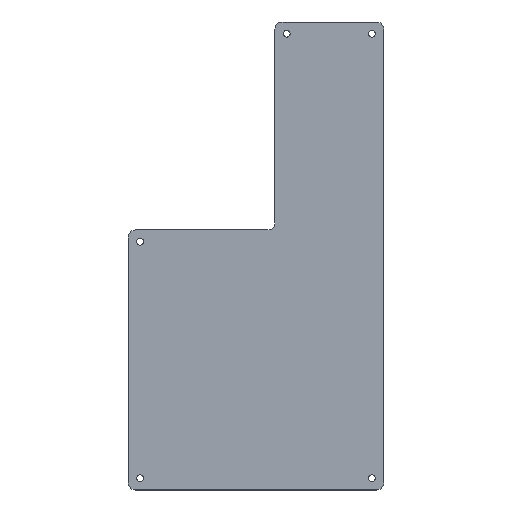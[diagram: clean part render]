
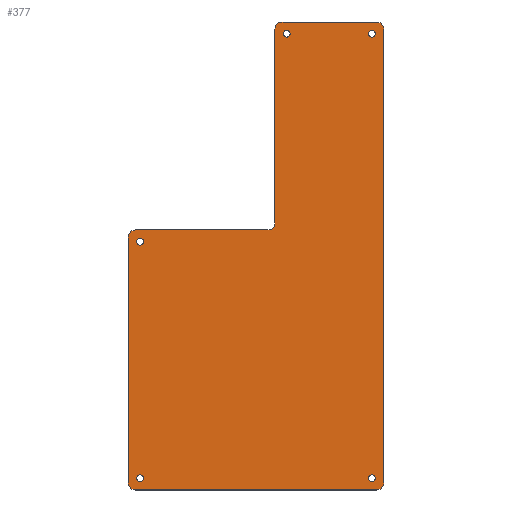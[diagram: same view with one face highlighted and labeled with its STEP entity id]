
A CAD part, top view. The second image highlights one B-rep face of the part: STEP entity #377.
In plain terms, the highlighted planar face has unit normal (0, 0, 1).
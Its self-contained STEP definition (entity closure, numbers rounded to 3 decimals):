
#20=FACE_BOUND('',#76,.T.);
#21=FACE_BOUND('',#77,.T.);
#22=FACE_BOUND('',#78,.T.);
#23=FACE_BOUND('',#79,.T.);
#24=FACE_BOUND('',#80,.T.);
#32=PLANE('',#441);
#51=FACE_OUTER_BOUND('',#75,.T.);
#75=EDGE_LOOP('',(#331,#332,#333,#334,#335,#336,#337,#338,#339,#340,#341,
#342));
#76=EDGE_LOOP('',(#343));
#77=EDGE_LOOP('',(#344));
#78=EDGE_LOOP('',(#345));
#79=EDGE_LOOP('',(#346));
#80=EDGE_LOOP('',(#347));
#90=LINE('',#600,#119);
#98=LINE('',#628,#127);
#101=LINE('',#636,#130);
#104=LINE('',#644,#133);
#107=LINE('',#652,#136);
#109=LINE('',#658,#138);
#119=VECTOR('',#491,10.);
#127=VECTOR('',#517,10.);
#130=VECTOR('',#526,10.);
#133=VECTOR('',#535,10.);
#136=VECTOR('',#544,10.);
#138=VECTOR('',#552,10.);
#139=CIRCLE('',#402,1.45);
#141=CIRCLE('',#405,1.45);
#143=CIRCLE('',#408,1.45);
#145=CIRCLE('',#411,1.45);
#147=CIRCLE('',#414,1.45);
#149=CIRCLE('',#417,3.);
#156=CIRCLE('',#427,3.);
#157=CIRCLE('',#430,3.);
#158=CIRCLE('',#433,3.);
#159=CIRCLE('',#436,3.);
#160=CIRCLE('',#439,3.);
#161=VERTEX_POINT('',#557);
#163=VERTEX_POINT('',#563);
#165=VERTEX_POINT('',#569);
#167=VERTEX_POINT('',#575);
#169=VERTEX_POINT('',#581);
#171=VERTEX_POINT('',#587);
#172=VERTEX_POINT('',#588);
#176=VERTEX_POINT('',#598);
#186=VERTEX_POINT('',#622);
#187=VERTEX_POINT('',#626);
#188=VERTEX_POINT('',#630);
#189=VERTEX_POINT('',#634);
#190=VERTEX_POINT('',#638);
#191=VERTEX_POINT('',#642);
#192=VERTEX_POINT('',#646);
#193=VERTEX_POINT('',#650);
#194=VERTEX_POINT('',#654);
#195=EDGE_CURVE('',#161,#161,#139,.T.);
#198=EDGE_CURVE('',#163,#163,#141,.T.);
#201=EDGE_CURVE('',#165,#165,#143,.T.);
#204=EDGE_CURVE('',#167,#167,#145,.T.);
#207=EDGE_CURVE('',#169,#169,#147,.T.);
#210=EDGE_CURVE('',#171,#172,#149,.T.);
#216=EDGE_CURVE('',#171,#176,#90,.T.);
#227=EDGE_CURVE('',#186,#176,#156,.T.);
#230=EDGE_CURVE('',#186,#187,#98,.T.);
#231=EDGE_CURVE('',#188,#187,#157,.T.);
#234=EDGE_CURVE('',#188,#189,#101,.T.);
#235=EDGE_CURVE('',#190,#189,#158,.T.);
#238=EDGE_CURVE('',#190,#191,#104,.T.);
#240=EDGE_CURVE('',#192,#191,#159,.T.);
#242=EDGE_CURVE('',#192,#193,#107,.T.);
#243=EDGE_CURVE('',#194,#193,#160,.T.);
#245=EDGE_CURVE('',#194,#172,#109,.T.);
#331=ORIENTED_EDGE('',*,*,#210,.F.);
#332=ORIENTED_EDGE('',*,*,#216,.T.);
#333=ORIENTED_EDGE('',*,*,#227,.F.);
#334=ORIENTED_EDGE('',*,*,#230,.T.);
#335=ORIENTED_EDGE('',*,*,#231,.F.);
#336=ORIENTED_EDGE('',*,*,#234,.T.);
#337=ORIENTED_EDGE('',*,*,#235,.F.);
#338=ORIENTED_EDGE('',*,*,#238,.T.);
#339=ORIENTED_EDGE('',*,*,#240,.F.);
#340=ORIENTED_EDGE('',*,*,#242,.T.);
#341=ORIENTED_EDGE('',*,*,#243,.F.);
#342=ORIENTED_EDGE('',*,*,#245,.T.);
#343=ORIENTED_EDGE('',*,*,#195,.T.);
#344=ORIENTED_EDGE('',*,*,#198,.T.);
#345=ORIENTED_EDGE('',*,*,#201,.T.);
#346=ORIENTED_EDGE('',*,*,#204,.T.);
#347=ORIENTED_EDGE('',*,*,#207,.T.);
#377=ADVANCED_FACE('',(#51,#20,#21,#22,#23,#24),#32,.T.);
#402=AXIS2_PLACEMENT_3D('',#558,#446,#447);
#405=AXIS2_PLACEMENT_3D('',#564,#453,#454);
#408=AXIS2_PLACEMENT_3D('',#570,#460,#461);
#411=AXIS2_PLACEMENT_3D('',#576,#467,#468);
#414=AXIS2_PLACEMENT_3D('',#582,#474,#475);
#417=AXIS2_PLACEMENT_3D('',#589,#481,#482);
#427=AXIS2_PLACEMENT_3D('',#623,#511,#512);
#430=AXIS2_PLACEMENT_3D('',#631,#520,#521);
#433=AXIS2_PLACEMENT_3D('',#639,#529,#530);
#436=AXIS2_PLACEMENT_3D('',#648,#539,#540);
#439=AXIS2_PLACEMENT_3D('',#655,#547,#548);
#441=AXIS2_PLACEMENT_3D('',#659,#553,#554);
#446=DIRECTION('center_axis',(0.,0.,-1.));
#447=DIRECTION('ref_axis',(1.,0.,0.));
#453=DIRECTION('center_axis',(0.,0.,-1.));
#454=DIRECTION('ref_axis',(1.,0.,0.));
#460=DIRECTION('center_axis',(0.,0.,-1.));
#461=DIRECTION('ref_axis',(1.,0.,0.));
#467=DIRECTION('center_axis',(0.,0.,-1.));
#468=DIRECTION('ref_axis',(1.,0.,0.));
#474=DIRECTION('center_axis',(0.,0.,-1.));
#475=DIRECTION('ref_axis',(1.,0.,0.));
#481=DIRECTION('center_axis',(0.,0.,-1.));
#482=DIRECTION('ref_axis',(-0.707,-0.707,0.));
#491=DIRECTION('',(1.,0.,0.));
#511=DIRECTION('center_axis',(0.,0.,-1.));
#512=DIRECTION('ref_axis',(0.707,-0.707,0.));
#517=DIRECTION('',(0.,1.,0.));
#520=DIRECTION('center_axis',(0.,0.,-1.));
#521=DIRECTION('ref_axis',(0.707,0.707,0.));
#526=DIRECTION('',(-1.,0.,0.));
#529=DIRECTION('center_axis',(0.,0.,-1.));
#530=DIRECTION('ref_axis',(-0.707,0.707,0.));
#535=DIRECTION('',(0.,-1.,0.));
#539=DIRECTION('center_axis',(0.,0.,1.));
#540=DIRECTION('ref_axis',(0.707,-0.707,0.));
#544=DIRECTION('',(-1.,0.,0.));
#547=DIRECTION('center_axis',(0.,0.,-1.));
#548=DIRECTION('ref_axis',(-0.707,0.707,0.));
#552=DIRECTION('',(0.,-1.,0.));
#553=DIRECTION('center_axis',(0.,0.,1.));
#554=DIRECTION('ref_axis',(1.,0.,0.));
#557=CARTESIAN_POINT('',(130.284,134.,1.5));
#558=CARTESIAN_POINT('Origin',(131.734,134.,1.5));
#563=CARTESIAN_POINT('',(31.21,-56.,1.5));
#564=CARTESIAN_POINT('Origin',(32.66,-56.,1.5));
#569=CARTESIAN_POINT('',(31.21,45.12,1.5));
#570=CARTESIAN_POINT('Origin',(32.66,45.12,1.5));
#575=CARTESIAN_POINT('',(130.284,-56.,1.5));
#576=CARTESIAN_POINT('Origin',(131.734,-56.,1.5));
#581=CARTESIAN_POINT('',(93.858,134.,1.5));
#582=CARTESIAN_POINT('Origin',(95.308,134.,1.5));
#587=CARTESIAN_POINT('',(30.66,-61.,1.5));
#588=CARTESIAN_POINT('',(27.66,-58.,1.5));
#589=CARTESIAN_POINT('Origin',(30.66,-58.,1.5));
#598=CARTESIAN_POINT('',(133.734,-61.,1.5));
#600=CARTESIAN_POINT('',(27.66,-61.,1.5));
#622=CARTESIAN_POINT('',(136.734,-58.,1.5));
#623=CARTESIAN_POINT('Origin',(133.734,-58.,1.5));
#626=CARTESIAN_POINT('',(136.734,136.,1.5));
#628=CARTESIAN_POINT('',(136.734,-61.,1.5));
#630=CARTESIAN_POINT('',(133.734,139.,1.5));
#631=CARTESIAN_POINT('Origin',(133.734,136.,1.5));
#634=CARTESIAN_POINT('',(93.308,139.,1.5));
#636=CARTESIAN_POINT('',(136.734,139.,1.5));
#638=CARTESIAN_POINT('',(90.308,136.,1.5));
#639=CARTESIAN_POINT('Origin',(93.308,136.,1.5));
#642=CARTESIAN_POINT('',(90.308,53.12,1.5));
#644=CARTESIAN_POINT('',(90.308,139.,1.5));
#646=CARTESIAN_POINT('',(87.308,50.12,1.5));
#648=CARTESIAN_POINT('Origin',(87.308,53.12,1.5));
#650=CARTESIAN_POINT('',(30.66,50.12,1.5));
#652=CARTESIAN_POINT('',(90.308,50.12,1.5));
#654=CARTESIAN_POINT('',(27.66,47.12,1.5));
#655=CARTESIAN_POINT('Origin',(30.66,47.12,1.5));
#658=CARTESIAN_POINT('',(27.66,50.12,1.5));
#659=CARTESIAN_POINT('Origin',(82.197,39.,1.5));
